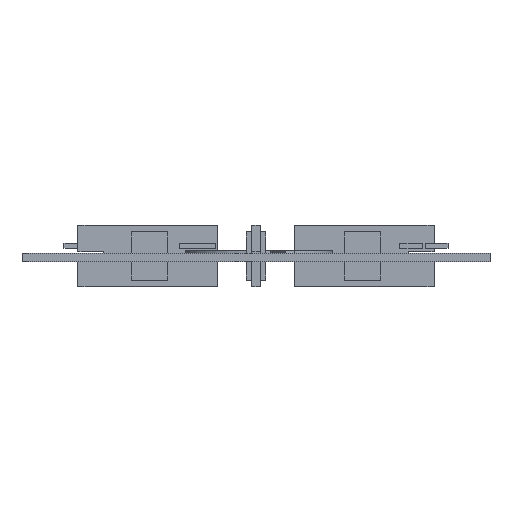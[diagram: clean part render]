
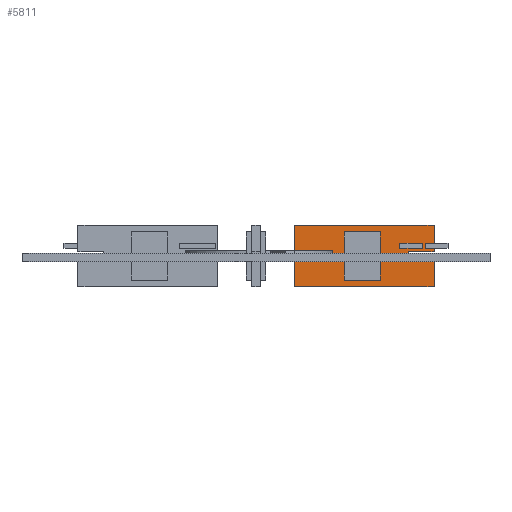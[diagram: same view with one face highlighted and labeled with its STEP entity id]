
A CAD part, left-side view. The second image highlights one B-rep face of the part: STEP entity #5811.
In plain terms, the highlighted planar face has unit normal (-1, 0, 0).
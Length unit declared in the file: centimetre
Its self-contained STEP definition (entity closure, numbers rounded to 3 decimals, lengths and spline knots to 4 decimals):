
#519=FACE_OUTER_BOUND($,#903,.T.);
#903=EDGE_LOOP($,(#4922,#4923,#4924,#4925,#4926,#4927,#4928,#4929,#4930,
#4931,#4932,#4933));
#1454=LINE($,#9217,#2134);
#1458=LINE($,#9225,#2138);
#1461=LINE($,#9232,#2141);
#1465=LINE($,#9240,#2145);
#1468=LINE($,#9245,#2148);
#1470=LINE($,#9250,#2150);
#1474=LINE($,#9258,#2154);
#1477=LINE($,#9263,#2157);
#1479=LINE($,#9267,#2159);
#1482=LINE($,#9273,#2162);
#1485=LINE($,#9279,#2165);
#1488=LINE($,#9284,#2168);
#2134=VECTOR($,#7583,0.518);
#2138=VECTOR($,#7589,0.4);
#2141=VECTOR($,#7594,0.5);
#2145=VECTOR($,#7600,0.518);
#2148=VECTOR($,#7605,2.75);
#2150=VECTOR($,#7609,0.518);
#2154=VECTOR($,#7615,0.4);
#2157=VECTOR($,#7620,0.164);
#2159=VECTOR($,#7624,0.164);
#2162=VECTOR($,#7629,0.5);
#2165=VECTOR($,#7634,0.518);
#2168=VECTOR($,#7639,2.75);
#2750=VERTEX_POINT($,#9215);
#2751=VERTEX_POINT($,#9216);
#2754=VERTEX_POINT($,#9224);
#2756=VERTEX_POINT($,#9230);
#2757=VERTEX_POINT($,#9231);
#2760=VERTEX_POINT($,#9239);
#2762=VERTEX_POINT($,#9248);
#2763=VERTEX_POINT($,#9249);
#2766=VERTEX_POINT($,#9257);
#2768=VERTEX_POINT($,#9266);
#2770=VERTEX_POINT($,#9272);
#2772=VERTEX_POINT($,#9278);
#3478=EDGE_CURVE($,#2750,#2751,#1454,.F.);
#3482=EDGE_CURVE($,#2751,#2754,#1458,.T.);
#3485=EDGE_CURVE($,#2756,#2757,#1461,.T.);
#3489=EDGE_CURVE($,#2757,#2760,#1465,.T.);
#3492=EDGE_CURVE($,#2750,#2760,#1468,.F.);
#3494=EDGE_CURVE($,#2762,#2763,#1470,.T.);
#3498=EDGE_CURVE($,#2763,#2766,#1474,.F.);
#3501=EDGE_CURVE($,#2766,#2754,#1477,.T.);
#3503=EDGE_CURVE($,#2768,#2756,#1479,.F.);
#3506=EDGE_CURVE($,#2768,#2770,#1482,.F.);
#3509=EDGE_CURVE($,#2770,#2772,#1485,.F.);
#3512=EDGE_CURVE($,#2762,#2772,#1488,.T.);
#4922=ORIENTED_EDGE($,*,*,#3512,.F.);
#4923=ORIENTED_EDGE($,*,*,#3494,.T.);
#4924=ORIENTED_EDGE($,*,*,#3498,.T.);
#4925=ORIENTED_EDGE($,*,*,#3501,.T.);
#4926=ORIENTED_EDGE($,*,*,#3482,.F.);
#4927=ORIENTED_EDGE($,*,*,#3478,.F.);
#4928=ORIENTED_EDGE($,*,*,#3492,.T.);
#4929=ORIENTED_EDGE($,*,*,#3489,.F.);
#4930=ORIENTED_EDGE($,*,*,#3485,.F.);
#4931=ORIENTED_EDGE($,*,*,#3503,.F.);
#4932=ORIENTED_EDGE($,*,*,#3506,.T.);
#4933=ORIENTED_EDGE($,*,*,#3509,.T.);
#5479=PLANE($,#6324);
#5811=ADVANCED_FACE($,(#519),#5479,.F.);
#6324=AXIS2_PLACEMENT_3D($,#9287,#7643,#7644);
#7583=DIRECTION($,(0.,0.,-1.));
#7589=DIRECTION($,(0.,-1.,0.));
#7594=DIRECTION($,(0.,-1.,0.));
#7600=DIRECTION($,(0.,0.,-1.));
#7605=DIRECTION($,(0.,1.,0.));
#7609=DIRECTION($,(0.,0.,-1.));
#7615=DIRECTION($,(0.,1.,0.));
#7620=DIRECTION($,(0.,0.,-1.));
#7624=DIRECTION($,(0.,0.,1.));
#7629=DIRECTION($,(0.,1.,0.));
#7634=DIRECTION($,(0.,0.,-1.));
#7639=DIRECTION($,(0.,-1.,0.));
#7643=DIRECTION('center_axis',(1.,0.,0.));
#7644=DIRECTION('ref_axis',(0.,1.,0.));
#9215=CARTESIAN_POINT('',(-0.082,-0.75,-0.73));
#9216=CARTESIAN_POINT('',(-0.082,-0.75,-0.212));
#9217=CARTESIAN_POINT($,(-0.082,-0.75,-0.021));
#9224=CARTESIAN_POINT('',(-0.082,-1.15,-0.212));
#9225=CARTESIAN_POINT($,(-0.082,-1.625,-0.212));
#9230=CARTESIAN_POINT('',(-0.082,-3.,-0.212));
#9231=CARTESIAN_POINT('',(-0.082,-3.5,-0.212));
#9232=CARTESIAN_POINT($,(-0.082,-2.625,-0.212));
#9239=CARTESIAN_POINT('',(-0.082,-3.5,-0.73));
#9240=CARTESIAN_POINT($,(-0.082,-3.5,-0.28));
#9245=CARTESIAN_POINT($,(-0.082,-1.225,-0.73));
#9248=CARTESIAN_POINT('',(-0.082,-0.75,0.47));
#9249=CARTESIAN_POINT('',(-0.082,-0.75,-0.048));
#9250=CARTESIAN_POINT($,(-0.082,-0.75,0.061));
#9257=CARTESIAN_POINT('',(-0.082,-1.15,-0.048));
#9258=CARTESIAN_POINT($,(-0.082,-1.625,-0.048));
#9263=CARTESIAN_POINT($,(-0.082,-1.15,0.02));
#9266=CARTESIAN_POINT('',(-0.082,-3.,-0.048));
#9267=CARTESIAN_POINT($,(-0.082,-3.,0.061));
#9272=CARTESIAN_POINT('',(-0.082,-3.5,-0.048));
#9273=CARTESIAN_POINT($,(-0.082,-2.625,-0.048));
#9278=CARTESIAN_POINT('',(-0.082,-3.5,0.47));
#9279=CARTESIAN_POINT($,(-0.082,-3.5,0.32));
#9284=CARTESIAN_POINT($,(-0.082,-1.225,0.47));
#9287=CARTESIAN_POINT('Origin',(-0.082,-1.75,0.17));
